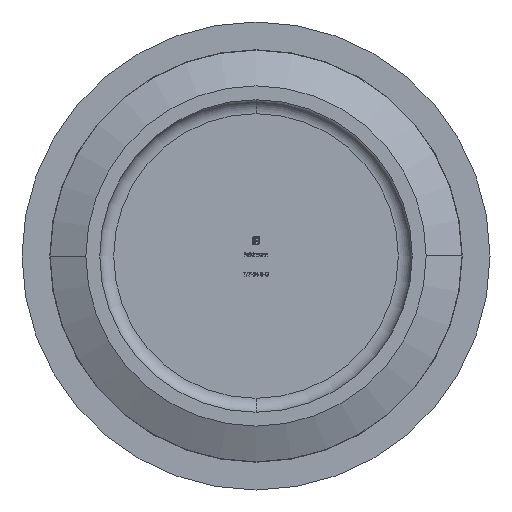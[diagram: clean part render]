
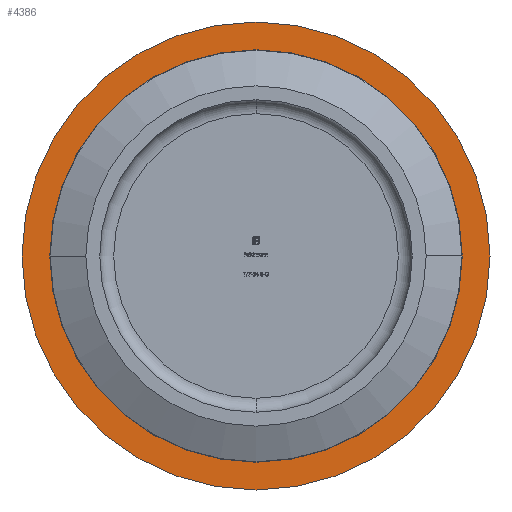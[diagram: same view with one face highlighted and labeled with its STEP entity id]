
A CAD part, front view. The second image highlights one B-rep face of the part: STEP entity #4386.
In plain terms, the highlighted planar face has unit normal (0, -1, 0).
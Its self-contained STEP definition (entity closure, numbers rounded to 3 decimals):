
#83 = DIRECTION ( 'NONE',  ( 0., -1., 0. ) ) ;
#778 = CIRCLE ( 'NONE', #3691, 12.25 ) ;
#973 = EDGE_CURVE ( 'NONE', #8611, #8505, #5270, .T. ) ;
#1389 = CIRCLE ( 'NONE', #2981, 16.85 ) ;
#1578 = AXIS2_PLACEMENT_3D ( 'NONE', #13279, #4839, #11163 ) ;
#1589 = CIRCLE ( 'NONE', #12830, 16.85 ) ;
#1674 = EDGE_CURVE ( 'NONE', #8505, #8611, #778, .T. ) ;
#1827 = VERTEX_POINT ( 'NONE', #7189 ) ;
#2224 = FACE_OUTER_BOUND ( 'NONE', #5790, .T. ) ;
#2981 = AXIS2_PLACEMENT_3D ( 'NONE', #12814, #9646, #7417 ) ;
#3262 = DIRECTION ( 'NONE',  ( 0., 0., -1. ) ) ;
#3647 = PLANE ( 'NONE',  #1578 ) ;
#3691 = AXIS2_PLACEMENT_3D ( 'NONE', #6717, #83, #11061 ) ;
#3841 = ORIENTED_EDGE ( 'NONE', *, *, #8710, .T. ) ;
#3872 = AXIS2_PLACEMENT_3D ( 'NONE', #11718, #8407, #3262 ) ;
#4196 = EDGE_CURVE ( 'NONE', #4332, #1827, #1389, .T. ) ;
#4332 = VERTEX_POINT ( 'NONE', #5656 ) ;
#4386 = ADVANCED_FACE ( 'NONE', ( #2224, #5385 ), #3647, .T. ) ;
#4839 = DIRECTION ( 'NONE',  ( 0., -1., 0. ) ) ;
#5029 = DIRECTION ( 'NONE',  ( 0., -1., 0. ) ) ;
#5270 = CIRCLE ( 'NONE', #3872, 12.25 ) ;
#5385 = FACE_BOUND ( 'NONE', #5947, .T. ) ;
#5656 = CARTESIAN_POINT ( 'NONE',  ( 0., 11., -16.85 ) ) ;
#5790 = EDGE_LOOP ( 'NONE', ( #6049, #3841 ) ) ;
#5947 = EDGE_LOOP ( 'NONE', ( #11298, #7821 ) ) ;
#6049 = ORIENTED_EDGE ( 'NONE', *, *, #4196, .T. ) ;
#6717 = CARTESIAN_POINT ( 'NONE',  ( 0., 11., 0. ) ) ;
#7189 = CARTESIAN_POINT ( 'NONE',  ( 0., 11., 16.85 ) ) ;
#7417 = DIRECTION ( 'NONE',  ( 0., 0., -1. ) ) ;
#7821 = ORIENTED_EDGE ( 'NONE', *, *, #1674, .F. ) ;
#8338 = CARTESIAN_POINT ( 'NONE',  ( 0., 11., 12.25 ) ) ;
#8407 = DIRECTION ( 'NONE',  ( 0., -1., 0. ) ) ;
#8505 = VERTEX_POINT ( 'NONE', #8338 ) ;
#8611 = VERTEX_POINT ( 'NONE', #10008 ) ;
#8710 = EDGE_CURVE ( 'NONE', #1827, #4332, #1589, .T. ) ;
#9485 = DIRECTION ( 'NONE',  ( 0., 0., -1. ) ) ;
#9646 = DIRECTION ( 'NONE',  ( 0., -1., 0. ) ) ;
#10008 = CARTESIAN_POINT ( 'NONE',  ( 0., 11., -12.25 ) ) ;
#11061 = DIRECTION ( 'NONE',  ( 0., 0., -1. ) ) ;
#11163 = DIRECTION ( 'NONE',  ( 0., 0., -1. ) ) ;
#11298 = ORIENTED_EDGE ( 'NONE', *, *, #973, .F. ) ;
#11399 = CARTESIAN_POINT ( 'NONE',  ( 0., 11., 0. ) ) ;
#11718 = CARTESIAN_POINT ( 'NONE',  ( 0., 11., 0. ) ) ;
#12814 = CARTESIAN_POINT ( 'NONE',  ( 0., 11., 0. ) ) ;
#12830 = AXIS2_PLACEMENT_3D ( 'NONE', #11399, #5029, #9485 ) ;
#13279 = CARTESIAN_POINT ( 'NONE',  ( 16.85, 11., 0. ) ) ;
